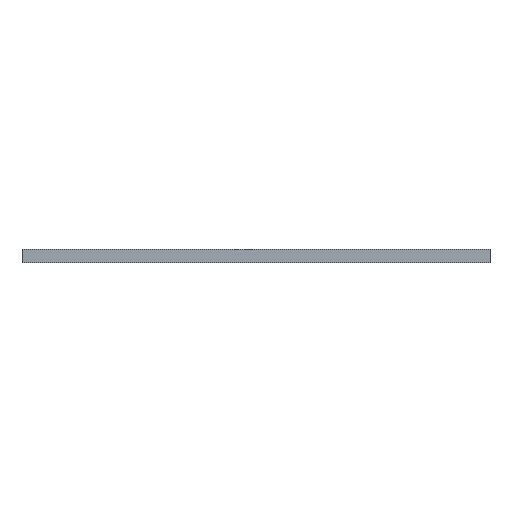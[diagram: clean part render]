
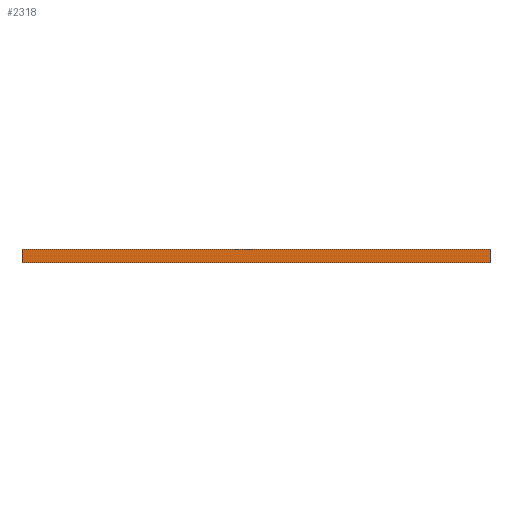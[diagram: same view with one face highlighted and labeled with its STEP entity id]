
A CAD part, left-side view. The second image highlights one B-rep face of the part: STEP entity #2318.
In plain terms, the highlighted planar face has unit normal (-1, 0, 0).
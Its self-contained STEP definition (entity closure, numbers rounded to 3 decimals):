
#123=PLANE('',#2545);
#238=FACE_OUTER_BOUND('',#378,.T.);
#378=EDGE_LOOP('',(#2049,#2050,#2051,#2052));
#429=LINE('',#3316,#658);
#536=LINE('',#3609,#765);
#628=LINE('',#3860,#857);
#629=LINE('',#3861,#858);
#658=VECTOR('',#2659,10.);
#765=VECTOR('',#2910,10.);
#857=VECTOR('',#3196,10.);
#858=VECTOR('',#3197,10.);
#999=VERTEX_POINT('',#3313);
#1000=VERTEX_POINT('',#3315);
#1114=VERTEX_POINT('',#3607);
#1176=VERTEX_POINT('',#3859);
#1227=EDGE_CURVE('',#999,#1000,#429,.T.);
#1375=EDGE_CURVE('',#1114,#999,#536,.T.);
#1500=EDGE_CURVE('',#1176,#1114,#628,.T.);
#1501=EDGE_CURVE('',#1176,#1000,#629,.T.);
#2049=ORIENTED_EDGE('',*,*,#1500,.F.);
#2050=ORIENTED_EDGE('',*,*,#1501,.T.);
#2051=ORIENTED_EDGE('',*,*,#1227,.F.);
#2052=ORIENTED_EDGE('',*,*,#1375,.F.);
#2318=ADVANCED_FACE('',(#238),#123,.T.);
#2545=AXIS2_PLACEMENT_3D('',#3858,#3194,#3195);
#2659=DIRECTION('',(0.,-1.,0.));
#2910=DIRECTION('',(0.,0.,1.));
#3194=DIRECTION('center_axis',(-1.,0.,0.));
#3195=DIRECTION('ref_axis',(0.,-1.,0.));
#3196=DIRECTION('',(0.,1.,0.));
#3197=DIRECTION('',(0.,0.,1.));
#3313=CARTESIAN_POINT('',(214.688,113.686,5.));
#3315=CARTESIAN_POINT('',(214.688,-53.514,5.));
#3316=CARTESIAN_POINT('',(214.688,-53.514,5.));
#3607=CARTESIAN_POINT('',(214.688,113.686,0.));
#3609=CARTESIAN_POINT('',(214.688,113.686,0.));
#3858=CARTESIAN_POINT('Origin',(214.688,113.686,0.));
#3859=CARTESIAN_POINT('',(214.688,-53.514,0.));
#3860=CARTESIAN_POINT('',(214.688,-53.514,0.));
#3861=CARTESIAN_POINT('',(214.688,-53.514,0.));
